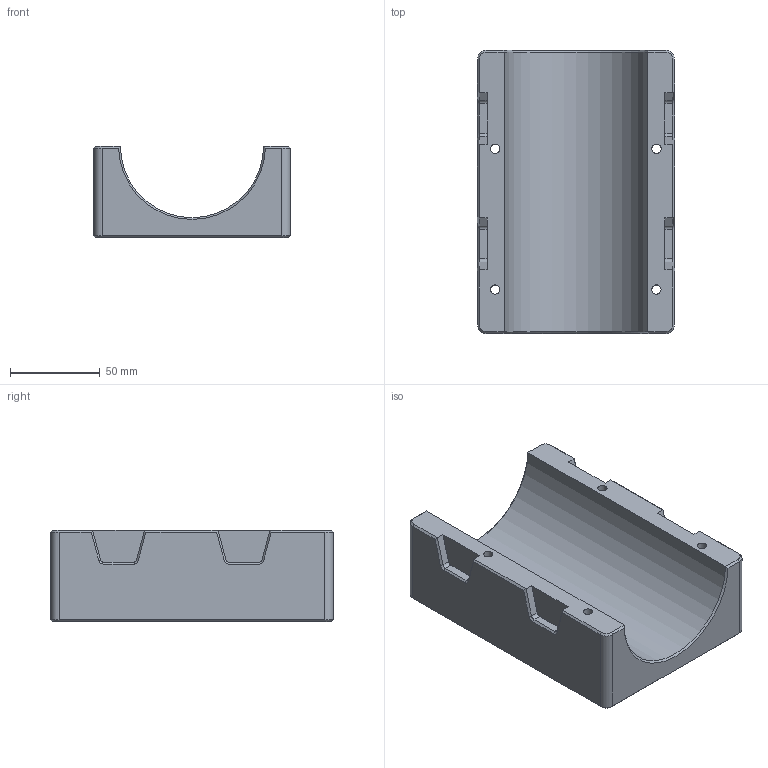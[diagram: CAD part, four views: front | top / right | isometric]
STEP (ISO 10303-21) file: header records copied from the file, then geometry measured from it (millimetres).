
FILE_DESCRIPTION(/* description */ (''),/* implementation_level */ '2;1');
FILE_NAME(/* name */ 'Spindle Mount v2.step',/* time_stamp */ '2024-02-10T14:27:17-05:00',/* author */ (''),/* organization */ (''),/* preprocessor_version */ 'ST-DEVELOPER v20',/* originating_system */ 'Autodesk Translation Framework v12.20.1.177',/* authorisation */ '');
FILE_SCHEMA (('AUTOMOTIVE_DESIGN { 1 0 10303 214 3 1 1 }'));
Length unit declared in the file: millimetre
Products named in the file (3): Spindle  Mount; Spindle mount Part B; SMH 80mm part B (1)
Assembly tree (2 placements, depth 3):
  Spindle  Mount
    Spindle mount Part B
      SMH 80mm part B (1)
Bounding box: 110 x 158 x 50.88 mm (x, y, z)
Volume: 474158.2 mm3; surface area: 67119.3 mm2
Topology: 1 solids, 1 shells, 88 faces, 208 edges, 124 vertices
Faces by surface type: plane 51, cylinder 19, cone 18
Full cylindrical faces by diameter (mm): 5.2 x4, 6.8 x2
Entity records: 2568 total; most frequent: DIRECTION 446, CARTESIAN_POINT 433, ORIENTED_EDGE 416, EDGE_CURVE 208, AXIS2_PLACEMENT_3D 149, LINE 148, VECTOR 148, VERTEX_POINT 124
